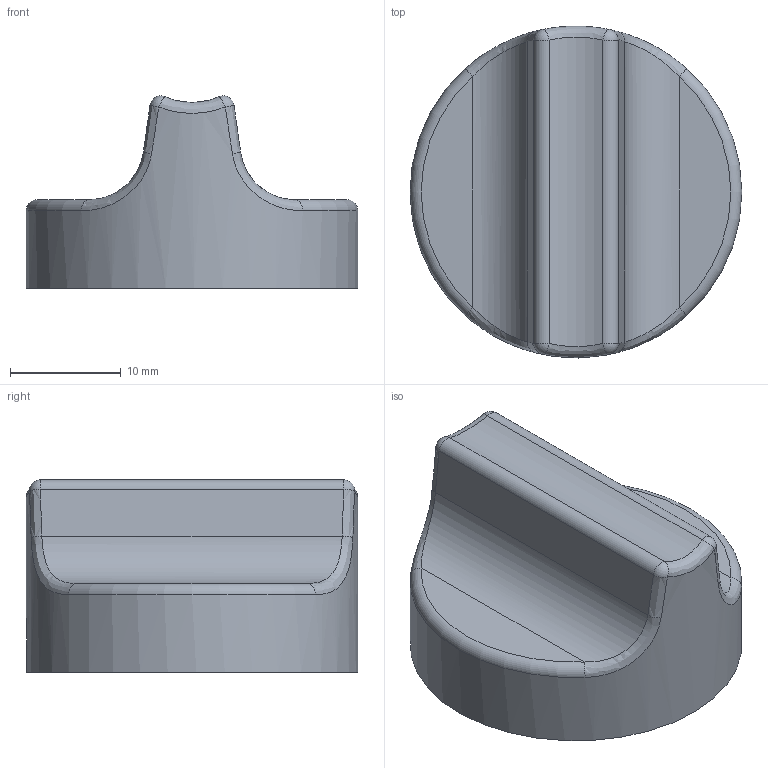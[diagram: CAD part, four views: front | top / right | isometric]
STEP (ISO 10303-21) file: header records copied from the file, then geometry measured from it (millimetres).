
FILE_DESCRIPTION(/* description */ ('STEP AP242','CAx-IF Rec.Pracs.---Representation and Presentation of Product Manufacturing Information (PMI)---4.0---2014-10-13','CAx-IF Rec.Pracs.---3D Tessellated Geometry---0.4---2014-09-14','2;1'),/* implementation_level */ '2;1');
FILE_NAME(/* name */ '65a19d8c0e72f5023a7c1bf8',/* time_stamp */ '2024-01-12T20:14:05Z',/* author */ (''),/* organization */ (''),/* preprocessor_version */ 'ST-DEVELOPER v19.4',/* originating_system */ ' ',/* authorisation */ ' ');
FILE_SCHEMA (('AP242_MANAGED_MODEL_BASED_3D_ENGINEERING_MIM_LF { 1 0 10303 442 1 1 4 }'));
Length unit declared in the file: metre
Products named in the file (1): Knob
Bounding box: 30 x 30 x 17.39 mm (x, y, z)
Volume: 5598.8 mm3; surface area: 3388.9 mm2
Topology: 1 solids, 1 shells, 34 faces, 73 edges, 39 vertices
Faces by surface type: bspline 10, cylinder 9, plane 7, sphere 4, torus 2, cone 2
Full cylindrical faces by diameter (mm): 6 x1, 9 x1, 27 x1, 30 x1
Entity records: 1002 total; most frequent: CARTESIAN_POINT 347, DIRECTION 138, ORIENTED_EDGE 120, AXIS2_PLACEMENT_3D 65, EDGE_CURVE 60, EDGE_LOOP 42, FACE_BOUND 42, VERTEX_POINT 36
